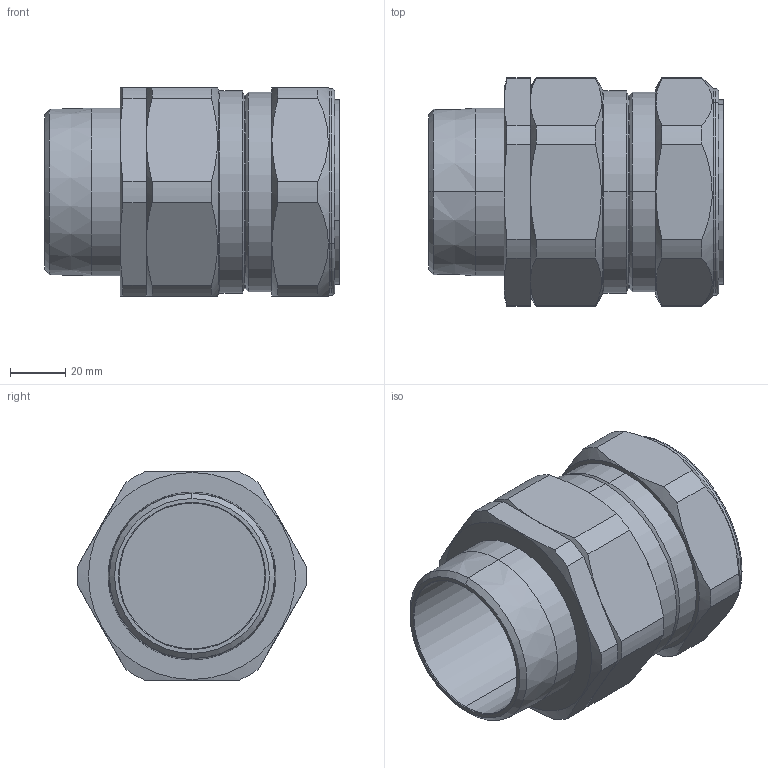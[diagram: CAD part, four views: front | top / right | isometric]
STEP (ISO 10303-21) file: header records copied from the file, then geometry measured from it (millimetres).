
FILE_DESCRIPTION (( 'STEP AP203' ), '1' );
FILE_NAME ('63SPX2K%1RA036.STEP', '2021-05-11T13:50:25', ( '' ), ( '' ), 'SwSTEP 2.0', 'SolidWorks 2017', '' );
FILE_SCHEMA (( 'CONFIG_CONTROL_DESIGN' ));
Length unit declared in the file: millimetre
Products named in the file (1): 63SPX2K%1RA036
Bounding box: 106.3 x 82.46 x 75 mm (x, y, z)
Volume: 179603.1 mm3; surface area: 50156.3 mm2
Topology: 1 solids, 1 shells, 107 faces, 246 edges, 148 vertices
Faces by surface type: cylinder 34, cone 34, plane 33, torus 6
Entity records: 3393 total; most frequent: CARTESIAN_POINT 902, DIRECTION 526, ORIENTED_EDGE 492, EDGE_CURVE 246, AXIS2_PLACEMENT_3D 220, VERTEX_POINT 148, EDGE_LOOP 116, CIRCLE 112
